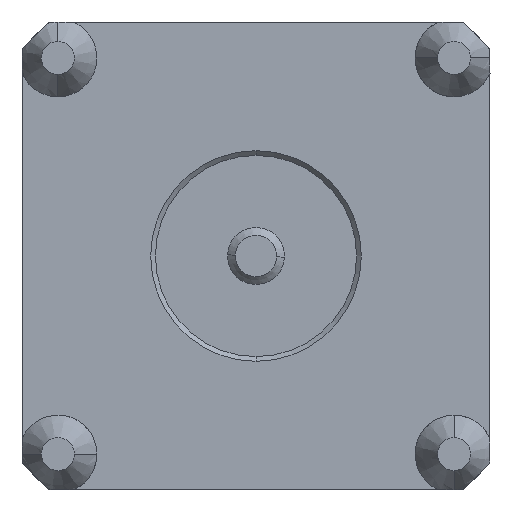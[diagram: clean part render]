
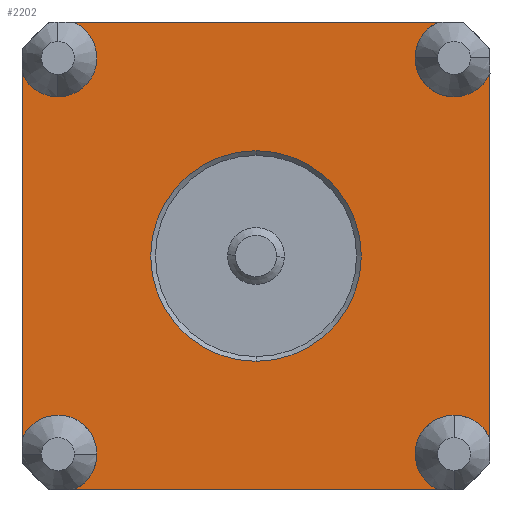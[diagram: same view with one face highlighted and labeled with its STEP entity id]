
A CAD part, front view. The second image highlights one B-rep face of the part: STEP entity #2202.
In plain terms, the highlighted planar face has unit normal (0, -1, 0).
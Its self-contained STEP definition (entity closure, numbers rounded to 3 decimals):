
#20 = CARTESIAN_POINT ( 'NONE',  ( 0., -4.1, -1.35 ) ) ;
#28 = DIRECTION ( 'NONE',  ( 0., 0., -1. ) ) ;
#33 = AXIS2_PLACEMENT_3D ( 'NONE', #567, #2029, #785 ) ;
#50 = EDGE_CURVE ( 'NONE', #2092, #663, #1054, .T. ) ;
#93 = CARTESIAN_POINT ( 'NONE',  ( -2.344, -4.1, 3. ) ) ;
#171 = ORIENTED_EDGE ( 'NONE', *, *, #857, .F. ) ;
#197 = CIRCLE ( 'NONE', #1702, 0.5 ) ;
#237 = LINE ( 'NONE', #1527, #2368 ) ;
#240 = DIRECTION ( 'NONE',  ( 0., -1., 0. ) ) ;
#262 = DIRECTION ( 'NONE',  ( 0., -1., 0. ) ) ;
#301 = VERTEX_POINT ( 'NONE', #997 ) ;
#382 = FACE_OUTER_BOUND ( 'NONE', #1628, .T. ) ;
#387 = ORIENTED_EDGE ( 'NONE', *, *, #1896, .F. ) ;
#433 = DIRECTION ( 'NONE',  ( 0., -1., 0. ) ) ;
#442 = CIRCLE ( 'NONE', #861, 0.5 ) ;
#443 = VERTEX_POINT ( 'NONE', #93 ) ;
#447 = CARTESIAN_POINT ( 'NONE',  ( -2.54, -4.1, -2.54 ) ) ;
#470 = ORIENTED_EDGE ( 'NONE', *, *, #2217, .F. ) ;
#472 = ORIENTED_EDGE ( 'NONE', *, *, #1844, .F. ) ;
#487 = EDGE_CURVE ( 'NONE', #1922, #301, #729, .T. ) ;
#534 = ORIENTED_EDGE ( 'NONE', *, *, #2588, .F. ) ;
#567 = CARTESIAN_POINT ( 'NONE',  ( 2.54, -4.1, -2.54 ) ) ;
#573 = VERTEX_POINT ( 'NONE', #801 ) ;
#626 = EDGE_LOOP ( 'NONE', ( #2394, #955 ) ) ;
#641 = PLANE ( 'NONE',  #1020 ) ;
#663 = VERTEX_POINT ( 'NONE', #1939 ) ;
#681 = AXIS2_PLACEMENT_3D ( 'NONE', #447, #708, #1126 ) ;
#684 = CARTESIAN_POINT ( 'NONE',  ( -2.344, -4.1, -3. ) ) ;
#708 = DIRECTION ( 'NONE',  ( 0., -1., 0. ) ) ;
#729 = CIRCLE ( 'NONE', #1858, 0.5 ) ;
#742 = LINE ( 'NONE', #2108, #1219 ) ;
#785 = DIRECTION ( 'NONE',  ( 0., 0., -1. ) ) ;
#801 = CARTESIAN_POINT ( 'NONE',  ( 3., -4.1, -2.344 ) ) ;
#804 = LINE ( 'NONE', #2103, #1281 ) ;
#835 = CARTESIAN_POINT ( 'NONE',  ( 0., -4.1, 0. ) ) ;
#857 = EDGE_CURVE ( 'NONE', #974, #573, #237, .T. ) ;
#861 = AXIS2_PLACEMENT_3D ( 'NONE', #1687, #433, #1903 ) ;
#864 = CARTESIAN_POINT ( 'NONE',  ( -2.54, -4.1, 2.54 ) ) ;
#869 = DIRECTION ( 'NONE',  ( -1., 0., 0. ) ) ;
#903 = CIRCLE ( 'NONE', #919, 1.35 ) ;
#919 = AXIS2_PLACEMENT_3D ( 'NONE', #1470, #2286, #1457 ) ;
#924 = FACE_BOUND ( 'NONE', #626, .T. ) ;
#955 = ORIENTED_EDGE ( 'NONE', *, *, #1194, .T. ) ;
#974 = VERTEX_POINT ( 'NONE', #1492 ) ;
#997 = CARTESIAN_POINT ( 'NONE',  ( 2.54, -4.1, 2.04 ) ) ;
#1005 = ORIENTED_EDGE ( 'NONE', *, *, #487, .F. ) ;
#1015 = CARTESIAN_POINT ( 'NONE',  ( -3., -4.1, -2.344 ) ) ;
#1020 = AXIS2_PLACEMENT_3D ( 'NONE', #1483, #240, #1690 ) ;
#1035 = DIRECTION ( 'NONE',  ( 0., 1., 0. ) ) ;
#1052 = EDGE_CURVE ( 'NONE', #1514, #2092, #1827, .T. ) ;
#1054 = LINE ( 'NONE', #1167, #2087 ) ;
#1074 = DIRECTION ( 'NONE',  ( 0., 0., -1. ) ) ;
#1126 = DIRECTION ( 'NONE',  ( 0., 0., 1. ) ) ;
#1130 = CIRCLE ( 'NONE', #2453, 1.35 ) ;
#1167 = CARTESIAN_POINT ( 'NONE',  ( -3., -4.1, -3. ) ) ;
#1170 = CIRCLE ( 'NONE', #33, 0.5 ) ;
#1193 = DIRECTION ( 'NONE',  ( 0., -1., 0. ) ) ;
#1194 = EDGE_CURVE ( 'NONE', #2236, #1790, #903, .T. ) ;
#1219 = VECTOR ( 'NONE', #869, 1000. ) ;
#1224 = DIRECTION ( 'NONE',  ( 0., 0., -1. ) ) ;
#1281 = VECTOR ( 'NONE', #2522, 1000. ) ;
#1289 = ORIENTED_EDGE ( 'NONE', *, *, #1899, .F. ) ;
#1291 = EDGE_CURVE ( 'NONE', #1790, #2236, #1130, .T. ) ;
#1293 = CARTESIAN_POINT ( 'NONE',  ( 0., -4.1, 1.35 ) ) ;
#1457 = DIRECTION ( 'NONE',  ( 0., 0., -1. ) ) ;
#1467 = ORIENTED_EDGE ( 'NONE', *, *, #1052, .F. ) ;
#1470 = CARTESIAN_POINT ( 'NONE',  ( 0., -4.1, 0. ) ) ;
#1483 = CARTESIAN_POINT ( 'NONE',  ( -1.25, -4.1, 0. ) ) ;
#1492 = CARTESIAN_POINT ( 'NONE',  ( 3., -4.1, 2.344 ) ) ;
#1499 = CARTESIAN_POINT ( 'NONE',  ( 2.54, -4.1, 2.54 ) ) ;
#1514 = VERTEX_POINT ( 'NONE', #684 ) ;
#1527 = CARTESIAN_POINT ( 'NONE',  ( 3., -4.1, 3. ) ) ;
#1572 = DIRECTION ( 'NONE',  ( 0., 0., 1. ) ) ;
#1607 = CARTESIAN_POINT ( 'NONE',  ( -2.54, -4.1, 2.04 ) ) ;
#1628 = EDGE_LOOP ( 'NONE', ( #1467, #387, #534, #171, #1289, #1005, #472, #2178, #470, #1771 ) ) ;
#1687 = CARTESIAN_POINT ( 'NONE',  ( -2.54, -4.1, 2.54 ) ) ;
#1690 = DIRECTION ( 'NONE',  ( 0., 0., -1. ) ) ;
#1702 = AXIS2_PLACEMENT_3D ( 'NONE', #1499, #262, #1708 ) ;
#1707 = AXIS2_PLACEMENT_3D ( 'NONE', #864, #2312, #1074 ) ;
#1708 = DIRECTION ( 'NONE',  ( 0., 0., 1. ) ) ;
#1771 = ORIENTED_EDGE ( 'NONE', *, *, #50, .F. ) ;
#1790 = VERTEX_POINT ( 'NONE', #20 ) ;
#1807 = EDGE_CURVE ( 'NONE', #2516, #443, #442, .T. ) ;
#1823 = CARTESIAN_POINT ( 'NONE',  ( 2.344, -4.1, -3. ) ) ;
#1827 = CIRCLE ( 'NONE', #681, 0.5 ) ;
#1844 = EDGE_CURVE ( 'NONE', #443, #1922, #804, .T. ) ;
#1858 = AXIS2_PLACEMENT_3D ( 'NONE', #2437, #1193, #2659 ) ;
#1896 = EDGE_CURVE ( 'NONE', #2611, #1514, #742, .T. ) ;
#1899 = EDGE_CURVE ( 'NONE', #301, #974, #197, .T. ) ;
#1903 = DIRECTION ( 'NONE',  ( 0., 0., -1. ) ) ;
#1922 = VERTEX_POINT ( 'NONE', #1930 ) ;
#1930 = CARTESIAN_POINT ( 'NONE',  ( 2.344, -4.1, 3. ) ) ;
#1939 = CARTESIAN_POINT ( 'NONE',  ( -3., -4.1, 2.344 ) ) ;
#2029 = DIRECTION ( 'NONE',  ( 0., -1., 0. ) ) ;
#2087 = VECTOR ( 'NONE', #1572, 1000. ) ;
#2092 = VERTEX_POINT ( 'NONE', #1015 ) ;
#2103 = CARTESIAN_POINT ( 'NONE',  ( -3., -4.1, 3. ) ) ;
#2108 = CARTESIAN_POINT ( 'NONE',  ( 3., -4.1, -3. ) ) ;
#2178 = ORIENTED_EDGE ( 'NONE', *, *, #1807, .F. ) ;
#2202 = ADVANCED_FACE ( 'NONE', ( #924, #382 ), #641, .T. ) ;
#2217 = EDGE_CURVE ( 'NONE', #663, #2516, #2620, .T. ) ;
#2236 = VERTEX_POINT ( 'NONE', #1293 ) ;
#2286 = DIRECTION ( 'NONE',  ( 0., 1., 0. ) ) ;
#2312 = DIRECTION ( 'NONE',  ( 0., -1., 0. ) ) ;
#2368 = VECTOR ( 'NONE', #28, 1000. ) ;
#2394 = ORIENTED_EDGE ( 'NONE', *, *, #1291, .T. ) ;
#2437 = CARTESIAN_POINT ( 'NONE',  ( 2.54, -4.1, 2.54 ) ) ;
#2453 = AXIS2_PLACEMENT_3D ( 'NONE', #835, #1035, #1224 ) ;
#2516 = VERTEX_POINT ( 'NONE', #1607 ) ;
#2522 = DIRECTION ( 'NONE',  ( 1., 0., 0. ) ) ;
#2588 = EDGE_CURVE ( 'NONE', #573, #2611, #1170, .T. ) ;
#2611 = VERTEX_POINT ( 'NONE', #1823 ) ;
#2620 = CIRCLE ( 'NONE', #1707, 0.5 ) ;
#2659 = DIRECTION ( 'NONE',  ( 0., 0., 1. ) ) ;
